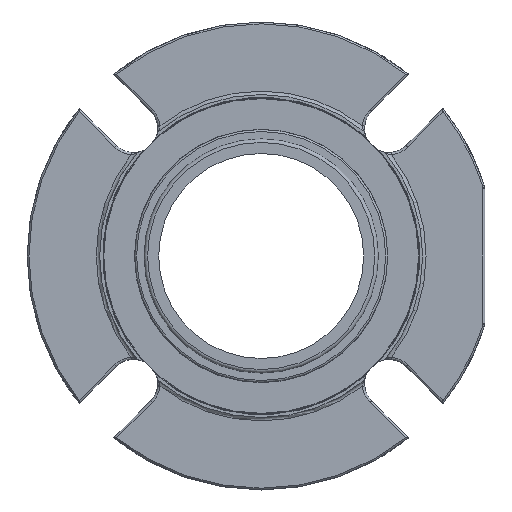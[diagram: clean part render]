
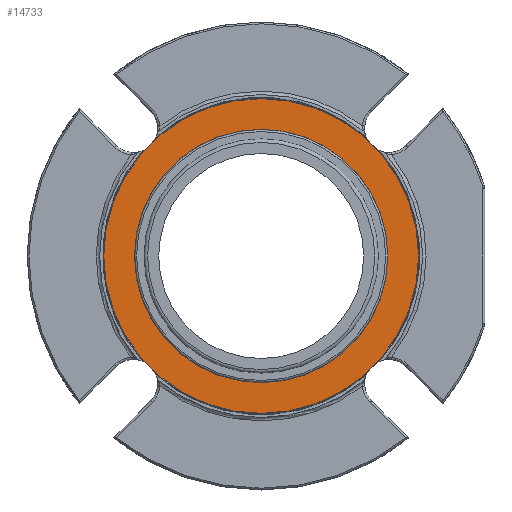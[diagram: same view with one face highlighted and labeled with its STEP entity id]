
A CAD part, left-side view. The second image highlights one B-rep face of the part: STEP entity #14733.
In plain terms, the highlighted planar face has unit normal (-1, 0, 0).
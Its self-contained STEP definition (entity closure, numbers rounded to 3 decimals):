
#2048=PLANE('',#15781);
#5099=ORIENTED_EDGE('',*,*,#6662,.T.);
#5100=ORIENTED_EDGE('',*,*,#6658,.T.);
#6658=EDGE_CURVE('',#7661,#7661,#8169,.F.);
#6662=EDGE_CURVE('',#7662,#7662,#8173,.T.);
#7661=VERTEX_POINT('',#26268);
#7662=VERTEX_POINT('',#26277);
#8169=CIRCLE('',#15774,54.928);
#8173=CIRCLE('',#15782,68.263);
#8887=EDGE_LOOP('',(#5099));
#8888=EDGE_LOOP('',(#5100));
#9610=FACE_BOUND('',#8887,.T.);
#9611=FACE_BOUND('',#8888,.T.);
#14733=ADVANCED_FACE('',(#9610,#9611),#2048,.T.);
#15774=AXIS2_PLACEMENT_3D('',#26267,#18403,#18404);
#15781=AXIS2_PLACEMENT_3D('',#26275,#18417,#18418);
#15782=AXIS2_PLACEMENT_3D('',#26276,#18419,#18420);
#18403=DIRECTION('',(-1.,0.,0.));
#18404=DIRECTION('',(0.,-1.,0.));
#18417=DIRECTION('',(-1.,0.,0.));
#18418=DIRECTION('',(0.,0.,-1.));
#18419=DIRECTION('',(-1.,0.,0.));
#18420=DIRECTION('',(0.,0.,-1.));
#26267=CARTESIAN_POINT('',(-0.483,0.,0.));
#26268=CARTESIAN_POINT('',(-0.483,-54.928,0.));
#26275=CARTESIAN_POINT('',(-0.483,0.,-58.738));
#26276=CARTESIAN_POINT('',(-0.483,0.,0.));
#26277=CARTESIAN_POINT('',(-0.483,0.,-68.263));
